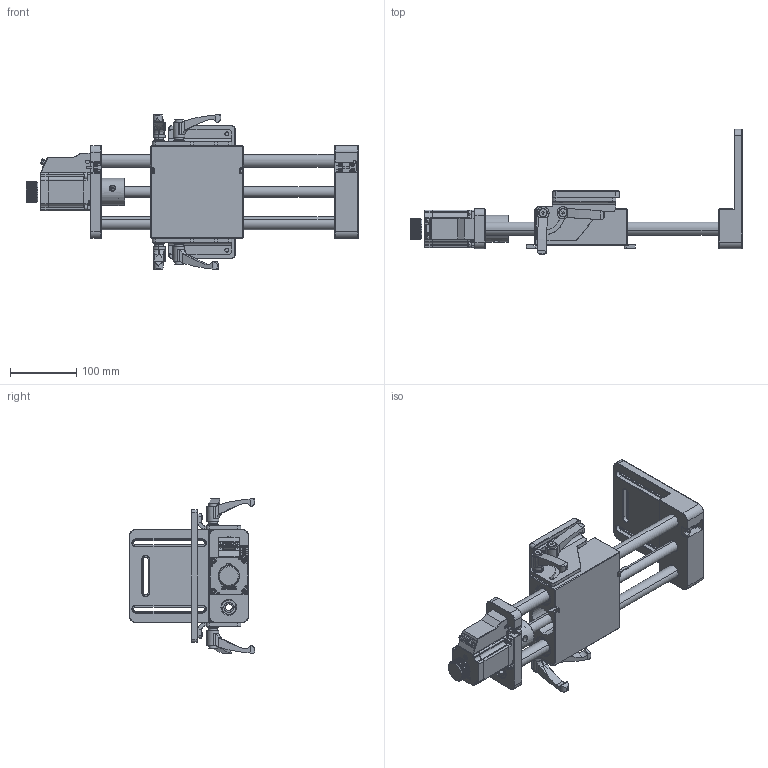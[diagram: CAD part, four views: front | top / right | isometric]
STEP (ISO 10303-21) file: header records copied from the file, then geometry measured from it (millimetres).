
FILE_DESCRIPTION (( 'STEP AP203' ), '1' );
FILE_NAME ('竖直电动重载升降台OMDSZ200A.STEP', '2021-06-19T05:50:32', ( '' ), ( '' ), 'SwSTEP 2.0', 'SolidWorks 2018', '' );
FILE_SCHEMA (( 'CONFIG_CONTROL_DESIGN' ));
Length unit declared in the file: millimetre
Products named in the file (1): 竖直电动重载升降台OMDSZ200A
Bounding box: 500 x 189 x 232 mm (x, y, z)
Surface area: 393385.3 mm2 (no closed solid volume)
Topology: 0 solids, 103 shells, 1597 faces, 5570 edges, 3945 vertices
Faces by surface type: plane 743, cylinder 520, cone 253, torus 53, bspline 28
Entity records: 69822 total; most frequent: CARTESIAN_POINT 23529, DIRECTION 9315, ORIENTED_EDGE 8720, EDGE_CURVE 5545, VERTEX_POINT 3945, AXIS2_PLACEMENT_3D 3238, VECTOR 2839, LINE 2839
